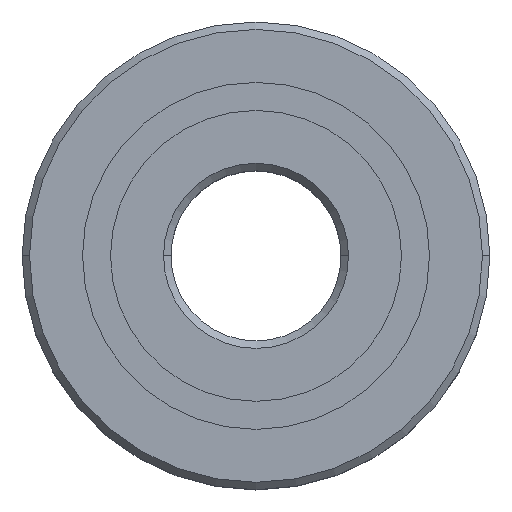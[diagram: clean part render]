
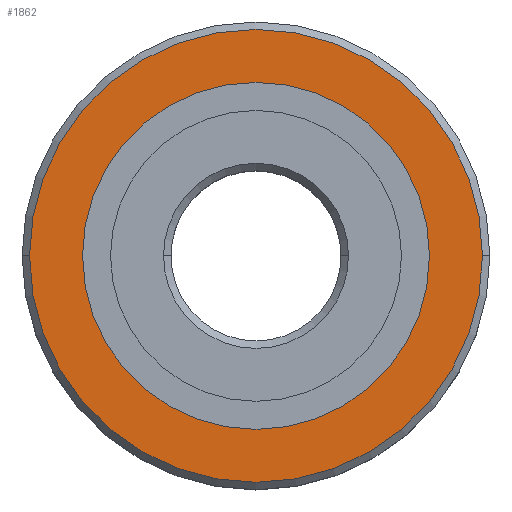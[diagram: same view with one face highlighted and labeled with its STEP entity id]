
A CAD part, top view. The second image highlights one B-rep face of the part: STEP entity #1862.
In plain terms, the highlighted planar face has unit normal (0, 0, 1).
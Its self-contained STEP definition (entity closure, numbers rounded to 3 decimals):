
#8 = CARTESIAN_POINT ( 'NONE',  ( 0., 0., 3.5 ) ) ;
#20 = EDGE_LOOP ( 'NONE', ( #1819, #1216 ) ) ;
#21 = DIRECTION ( 'NONE',  ( 1., 0., 0. ) ) ;
#60 = CIRCLE ( 'NONE', #86, 10.65 ) ;
#64 = CARTESIAN_POINT ( 'NONE',  ( 10.65, 0., 3.5 ) ) ;
#72 = DIRECTION ( 'NONE',  ( 1., 0., 0. ) ) ;
#86 = AXIS2_PLACEMENT_3D ( 'NONE', #8, #316, #1367 ) ;
#118 = DIRECTION ( 'NONE',  ( 0., 0., 1. ) ) ;
#147 = EDGE_CURVE ( 'NONE', #1196, #1847, #60, .T. ) ;
#217 = CIRCLE ( 'NONE', #1309, 8.159 ) ;
#233 = FACE_OUTER_BOUND ( 'NONE', #20, .T. ) ;
#316 = DIRECTION ( 'NONE',  ( 0., 0., 1. ) ) ;
#371 = VERTEX_POINT ( 'NONE', #410 ) ;
#404 = EDGE_CURVE ( 'NONE', #371, #971, #1437, .T. ) ;
#410 = CARTESIAN_POINT ( 'NONE',  ( 8.159, 0., 3.5 ) ) ;
#449 = DIRECTION ( 'NONE',  ( 0., 0., 1. ) ) ;
#597 = AXIS2_PLACEMENT_3D ( 'NONE', #727, #118, #1128 ) ;
#607 = PLANE ( 'NONE',  #1319 ) ;
#707 = CARTESIAN_POINT ( 'NONE',  ( 0., 0., 3.5 ) ) ;
#727 = CARTESIAN_POINT ( 'NONE',  ( 0., 0., 3.5 ) ) ;
#947 = EDGE_LOOP ( 'NONE', ( #1680, #1839 ) ) ;
#971 = VERTEX_POINT ( 'NONE', #1915 ) ;
#1013 = AXIS2_PLACEMENT_3D ( 'NONE', #1176, #449, #21 ) ;
#1024 = CARTESIAN_POINT ( 'NONE',  ( 0., 10.65, 3.5 ) ) ;
#1128 = DIRECTION ( 'NONE',  ( 1., 0., 0. ) ) ;
#1145 = EDGE_CURVE ( 'NONE', #1847, #1196, #1885, .T. ) ;
#1176 = CARTESIAN_POINT ( 'NONE',  ( 0., 0., 3.5 ) ) ;
#1196 = VERTEX_POINT ( 'NONE', #64 ) ;
#1216 = ORIENTED_EDGE ( 'NONE', *, *, #147, .T. ) ;
#1231 = EDGE_CURVE ( 'NONE', #971, #371, #217, .T. ) ;
#1309 = AXIS2_PLACEMENT_3D ( 'NONE', #707, #1615, #72 ) ;
#1319 = AXIS2_PLACEMENT_3D ( 'NONE', #1024, #1654, #1939 ) ;
#1367 = DIRECTION ( 'NONE',  ( 1., 0., 0. ) ) ;
#1420 = FACE_BOUND ( 'NONE', #947, .T. ) ;
#1437 = CIRCLE ( 'NONE', #597, 8.159 ) ;
#1595 = CARTESIAN_POINT ( 'NONE',  ( -10.65, 0., 3.5 ) ) ;
#1615 = DIRECTION ( 'NONE',  ( 0., 0., 1. ) ) ;
#1654 = DIRECTION ( 'NONE',  ( 0., 0., -1. ) ) ;
#1680 = ORIENTED_EDGE ( 'NONE', *, *, #404, .F. ) ;
#1819 = ORIENTED_EDGE ( 'NONE', *, *, #1145, .T. ) ;
#1839 = ORIENTED_EDGE ( 'NONE', *, *, #1231, .F. ) ;
#1847 = VERTEX_POINT ( 'NONE', #1595 ) ;
#1862 = ADVANCED_FACE ( 'NONE', ( #1420, #233 ), #607, .F. ) ;
#1885 = CIRCLE ( 'NONE', #1013, 10.65 ) ;
#1915 = CARTESIAN_POINT ( 'NONE',  ( -8.159, 0., 3.5 ) ) ;
#1939 = DIRECTION ( 'NONE',  ( -1., 0., 0. ) ) ;
